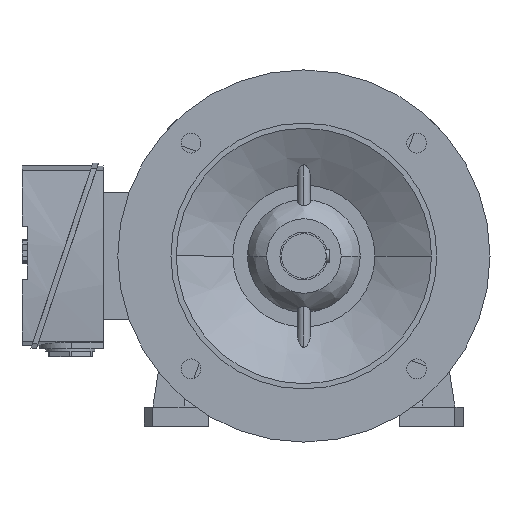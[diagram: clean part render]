
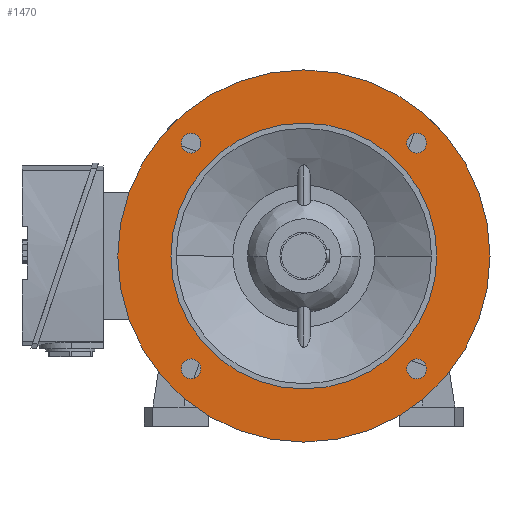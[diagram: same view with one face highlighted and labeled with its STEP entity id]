
A CAD part, left-side view. The second image highlights one B-rep face of the part: STEP entity #1470.
In plain terms, the highlighted planar face has unit normal (-1, 0, 0).
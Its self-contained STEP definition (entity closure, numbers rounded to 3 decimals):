
#206=FACE_BOUND('',#3962,.T.);
#207=FACE_BOUND('',#3963,.T.);
#208=FACE_BOUND('',#3964,.T.);
#209=FACE_BOUND('',#3965,.T.);
#210=FACE_BOUND('',#3966,.T.);
#211=FACE_BOUND('',#3967,.T.);
#1470=ADVANCED_FACE('',(#206,#207,#208,#209,#210,#211),#2312,.T.);
#2312=PLANE('',#19648);
#3962=EDGE_LOOP('',(#7508,#7509));
#3963=EDGE_LOOP('',(#7510,#7511));
#3964=EDGE_LOOP('',(#7512,#7513));
#3965=EDGE_LOOP('',(#7514,#7515));
#3966=EDGE_LOOP('',(#7516,#7517));
#3967=EDGE_LOOP('',(#7518,#7519));
#4960=CIRCLE('',#19571,9.25);
#4962=CIRCLE('',#19574,9.25);
#4964=CIRCLE('',#19577,9.25);
#4966=CIRCLE('',#19580,9.25);
#4968=CIRCLE('',#19583,175.);
#4970=CIRCLE('',#19586,125.);
#5001=CIRCLE('',#19641,125.);
#5002=CIRCLE('',#19643,175.);
#5003=CIRCLE('',#19644,9.25);
#5004=CIRCLE('',#19645,9.25);
#5005=CIRCLE('',#19646,9.25);
#5006=CIRCLE('',#19647,9.25);
#7508=ORIENTED_EDGE('',*,*,#14610,.F.);
#7509=ORIENTED_EDGE('',*,*,#14540,.F.);
#7510=ORIENTED_EDGE('',*,*,#14611,.T.);
#7511=ORIENTED_EDGE('',*,*,#14524,.T.);
#7512=ORIENTED_EDGE('',*,*,#14612,.T.);
#7513=ORIENTED_EDGE('',*,*,#14528,.T.);
#7514=ORIENTED_EDGE('',*,*,#14613,.T.);
#7515=ORIENTED_EDGE('',*,*,#14532,.T.);
#7516=ORIENTED_EDGE('',*,*,#14614,.T.);
#7517=ORIENTED_EDGE('',*,*,#14536,.T.);
#7518=ORIENTED_EDGE('',*,*,#14609,.T.);
#7519=ORIENTED_EDGE('',*,*,#14544,.T.);
#12251=VERTEX_POINT('',#32044);
#12252=VERTEX_POINT('',#32045);
#12255=VERTEX_POINT('',#32053);
#12256=VERTEX_POINT('',#32054);
#12259=VERTEX_POINT('',#32062);
#12260=VERTEX_POINT('',#32063);
#12263=VERTEX_POINT('',#32071);
#12264=VERTEX_POINT('',#32072);
#12267=VERTEX_POINT('',#32080);
#12268=VERTEX_POINT('',#32081);
#12271=VERTEX_POINT('',#32089);
#12272=VERTEX_POINT('',#32090);
#14524=EDGE_CURVE('',#12251,#12252,#4960,.T.);
#14528=EDGE_CURVE('',#12255,#12256,#4962,.T.);
#14532=EDGE_CURVE('',#12259,#12260,#4964,.T.);
#14536=EDGE_CURVE('',#12263,#12264,#4966,.T.);
#14540=EDGE_CURVE('',#12267,#12268,#4968,.T.);
#14544=EDGE_CURVE('',#12271,#12272,#4970,.T.);
#14609=EDGE_CURVE('',#12272,#12271,#5001,.T.);
#14610=EDGE_CURVE('',#12268,#12267,#5002,.T.);
#14611=EDGE_CURVE('',#12252,#12251,#5003,.T.);
#14612=EDGE_CURVE('',#12256,#12255,#5004,.T.);
#14613=EDGE_CURVE('',#12260,#12259,#5005,.T.);
#14614=EDGE_CURVE('',#12264,#12263,#5006,.T.);
#19571=AXIS2_PLACEMENT_3D('',#32043,#22521,#22522);
#19574=AXIS2_PLACEMENT_3D('',#32052,#22529,#22530);
#19577=AXIS2_PLACEMENT_3D('',#32061,#22537,#22538);
#19580=AXIS2_PLACEMENT_3D('',#32070,#22545,#22546);
#19583=AXIS2_PLACEMENT_3D('',#32079,#22553,#22554);
#19586=AXIS2_PLACEMENT_3D('',#32088,#22561,#22562);
#19641=AXIS2_PLACEMENT_3D('',#32343,#22695,#22696);
#19643=AXIS2_PLACEMENT_3D('',#32345,#22699,#22700);
#19644=AXIS2_PLACEMENT_3D('',#32346,#22701,#22702);
#19645=AXIS2_PLACEMENT_3D('',#32347,#22703,#22704);
#19646=AXIS2_PLACEMENT_3D('',#32348,#22705,#22706);
#19647=AXIS2_PLACEMENT_3D('',#32349,#22707,#22708);
#19648=AXIS2_PLACEMENT_3D('',#32350,#22709,#22710);
#22521=DIRECTION('',(1.,0.,0.));
#22522=DIRECTION('',(0.,0.,-1.));
#22529=DIRECTION('',(1.,0.,0.));
#22530=DIRECTION('',(0.,0.,-1.));
#22537=DIRECTION('',(1.,0.,0.));
#22538=DIRECTION('',(0.,0.,-1.));
#22545=DIRECTION('',(1.,0.,0.));
#22546=DIRECTION('',(0.,0.,-1.));
#22553=DIRECTION('',(1.,0.,0.));
#22554=DIRECTION('',(0.,0.,1.));
#22561=DIRECTION('',(1.,0.,0.));
#22562=DIRECTION('',(0.,0.,1.));
#22695=DIRECTION('',(1.,0.,0.));
#22696=DIRECTION('',(0.,0.,1.));
#22699=DIRECTION('',(1.,0.,0.));
#22700=DIRECTION('',(0.,0.,1.));
#22701=DIRECTION('',(1.,0.,0.));
#22702=DIRECTION('',(0.,0.,-1.));
#22703=DIRECTION('',(1.,0.,0.));
#22704=DIRECTION('',(0.,0.,-1.));
#22705=DIRECTION('',(1.,0.,0.));
#22706=DIRECTION('',(0.,0.,-1.));
#22707=DIRECTION('',(1.,0.,0.));
#22708=DIRECTION('',(0.,0.,-1.));
#22709=DIRECTION('',(-1.,0.,0.));
#22710=DIRECTION('',(0.,0.,-1.));
#32043=CARTESIAN_POINT('',(-80.,-106.066,-106.066));
#32044=CARTESIAN_POINT('',(-80.,-106.066,-96.816));
#32045=CARTESIAN_POINT('',(-80.,-106.066,-115.316));
#32052=CARTESIAN_POINT('',(-80.,106.066,-106.066));
#32053=CARTESIAN_POINT('',(-80.,106.066,-96.816));
#32054=CARTESIAN_POINT('',(-80.,106.066,-115.316));
#32061=CARTESIAN_POINT('',(-80.,106.066,106.066));
#32062=CARTESIAN_POINT('',(-80.,106.066,115.316));
#32063=CARTESIAN_POINT('',(-80.,106.066,96.816));
#32070=CARTESIAN_POINT('',(-80.,-106.066,106.066));
#32071=CARTESIAN_POINT('',(-80.,-106.066,115.316));
#32072=CARTESIAN_POINT('',(-80.,-106.066,96.816));
#32079=CARTESIAN_POINT('',(-80.,0.,0.));
#32080=CARTESIAN_POINT('',(-80.,0.,-175.));
#32081=CARTESIAN_POINT('',(-80.,0.,175.));
#32088=CARTESIAN_POINT('',(-80.,0.,0.));
#32089=CARTESIAN_POINT('',(-80.,0.,-125.));
#32090=CARTESIAN_POINT('',(-80.,0.,125.));
#32343=CARTESIAN_POINT('',(-80.,0.,0.));
#32345=CARTESIAN_POINT('',(-80.,0.,0.));
#32346=CARTESIAN_POINT('',(-80.,-106.066,-106.066));
#32347=CARTESIAN_POINT('',(-80.,106.066,-106.066));
#32348=CARTESIAN_POINT('',(-80.,106.066,106.066));
#32349=CARTESIAN_POINT('',(-80.,-106.066,106.066));
#32350=CARTESIAN_POINT('',(-80.,150.,0.));
